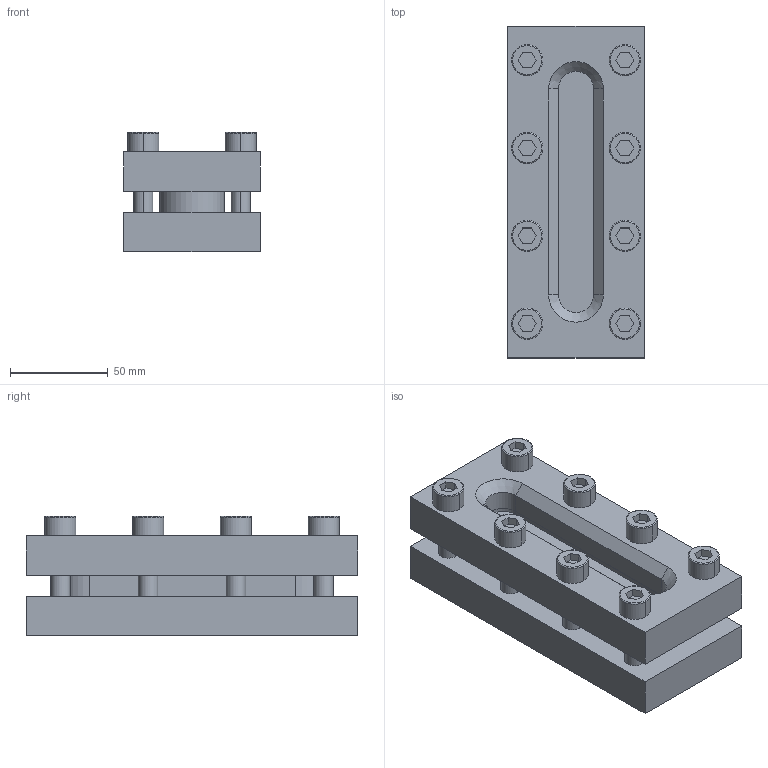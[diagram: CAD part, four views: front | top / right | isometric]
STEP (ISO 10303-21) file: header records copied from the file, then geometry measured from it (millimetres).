
FILE_DESCRIPTION (( 'STEP AP214' ), '1' );
FILE_NAME ('BS03_01_Behälter-Schauglas.STEP', '2020-09-15T07:57:51', ( '' ), ( '' ), 'SwSTEP 2.0', 'SolidWorks 2020', '' );
FILE_SCHEMA (( 'AUTOMOTIVE_DESIGN' ));
Length unit declared in the file: millimetre
Products named in the file (6): BS03-03-01_Glasplatte; BS03-01-01_Grundflansch; BS03-02-01_Deckelflansch; DIN 912 M10x40; BS03-04-01_Dichtung; BS03_01_Behälter-Schauglas
Assembly tree (13 placements, depth 2):
  BS03_01_Behälter-Schauglas
    BS03-01-01_Grundflansch
    BS03-04-01_Dichtung  x2
    BS03-03-01_Glasplatte
    BS03-02-01_Deckelflansch
    DIN 912 M10x40  x8
Bounding box: 70 x 170 x 61 mm (x, y, z)
Volume: 458279.4 mm3; surface area: 120547.6 mm2
Topology: 13 solids, 13 shells, 308 faces, 697 edges, 426 vertices
Faces by surface type: plane 128, cylinder 94, cone 50, torus 36
Entity records: 5055 total; most frequent: CARTESIAN_POINT 915, DIRECTION 819, ORIENTED_EDGE 726, EDGE_CURVE 363, AXIS2_PLACEMENT_3D 316, VERTEX_POINT 228, EDGE_LOOP 193, VECTOR 187
